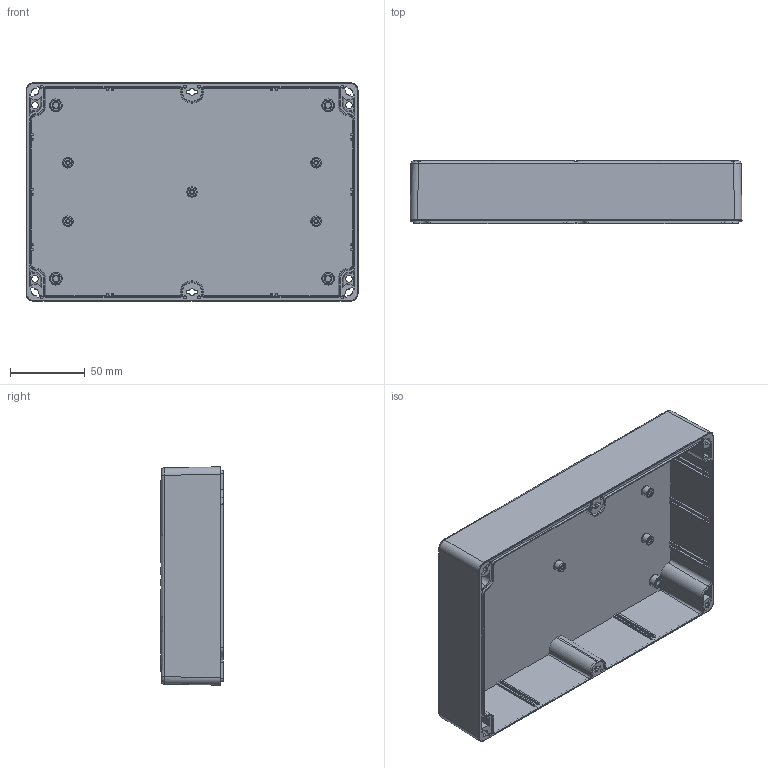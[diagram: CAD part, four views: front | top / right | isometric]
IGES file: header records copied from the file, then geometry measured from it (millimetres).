
Start section:  PTC IGES file: bottom_alt1_cct.igs
Global section: file name: bottom_alt1_cct.igs; native system: Pro/ENGINEER by Parametric Technology Corporation; preprocessor: 2002310; author: oluf; organization: Unknown; date: 030129.101543; units: millimetre
Bounding box: 222 x 42.1 x 146 mm (x, y, z)
Volume: 192054.7 mm3; surface area: 136211.4 mm2
Topology: 1 solids, 1 shells, 883 faces, 2409 edges, 1580 vertices
Faces by surface type: bspline 597, revolution 282, extrusion 4
